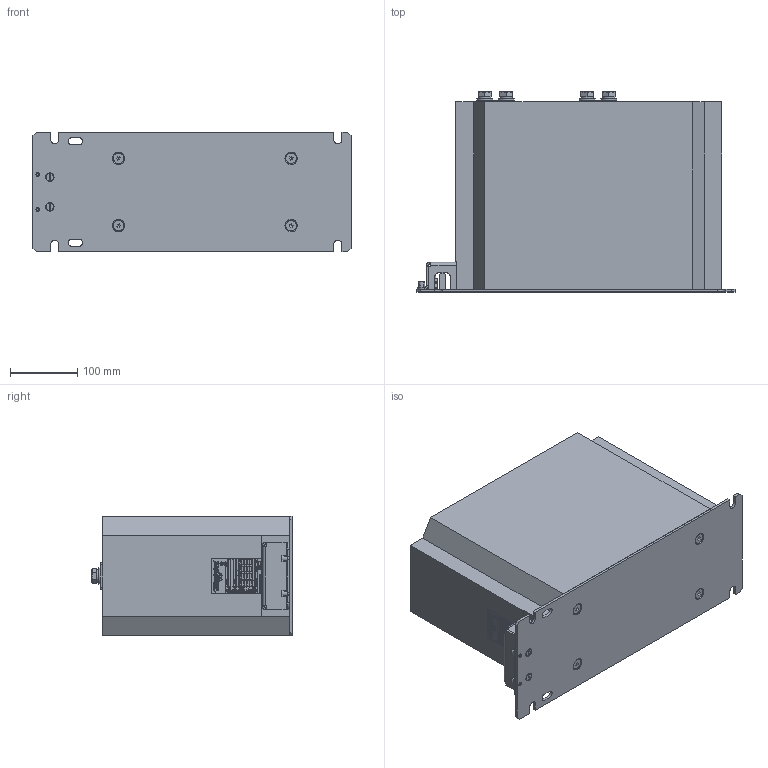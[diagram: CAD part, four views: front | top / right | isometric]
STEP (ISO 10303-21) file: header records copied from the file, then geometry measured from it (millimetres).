
FILE_DESCRIPTION (( 'STEP AP214' ), '1' );
FILE_NAME ('ﾒﾋﾊ-ﾑﾒ-10-13 (5ﾀ-1500ﾀ).STEP', '2023-06-07T06:06:27', ( '' ), ( '' ), 'SwSTEP 2.0', 'SolidWorks 2014', '' );
FILE_SCHEMA (( 'AUTOMOTIVE_DESIGN' ));
Length unit declared in the file: millimetre
Products named in the file (22): Øàéáà ïðóæ. ÃÎÑÒ 6402-70_6; ﾘ琺矜 ﾃﾎﾑﾒ 11371-78_6; ﾒﾋﾊ-ﾑﾒ-10-13 (5ﾀ-1500ﾀ); Âèíò ïîòàé ÃÎÑÒ 17475-80_6å25; socket countersunk head screw_din_DIN 7991 - M8 x 20 --- 20N; Áîëò ÃÎÑÒ 7798-70_12å30; Øàéáà ïðóæ. ÃÎÑÒ 6402-70_12; ﾘ琺矜 ﾃﾎﾑﾒ 11371-78_12; Øàéáà ïðóæ. ÃÎÑÒ 6402-70_5; ﾘ琺矜 ﾃﾎﾑﾒ 11371-78_5; Áîëò ÃÎÑÒ 7805-70_Œ5å12; 屡扔.758181.002 妈眚 镫铎徼痤忸黜; ÂÅÈÓ.735314.027 Êðûøêà çàùèòíàÿ_-00; Îñíîâàíèå^ÈÁËÒ.671213.019-01-29 Òðàíñôîðìàòîð òîêà ÒËÊ-ÑÒ-10-13_00; ÂÅÈÓ.671213.544 Ñáîðêà ñ çàëèâêîé ÒËÊ-ÑÒ-10-13_00; ÂÅÈÓ.758472.024 Ãàéêà ñïåöèàëüíàÿ; ÂÅÈÓ.671213.344 Àêòèâíàÿ ÷àñòü ÒËÊ-ÑÒ-10-13_00; 屡扔.758472.007 绵殛郷-02; ÂÅÈÓ.754312.182À Òàáëè÷êà òåõíè÷åñêèõ äàííûõ ÒËÊ-ÑÒ_-00; 屡扔.757465.009 袜觐礤黜桕; Ãàéêà êë. À ÃÎÑÒ 5927-70_6; Êîðïóñ^ÂÅÈÓ.671213.544 Ñáîðêà ñ çàëèâêîé ÒËÊ-ÑÒ-10-13_00
Assembly tree (76 placements, depth 4):
  ﾒﾋﾊ-ﾑﾒ-10-13 (5ﾀ-1500ﾀ)
    ÂÅÈÓ.671213.544 Ñáîðêà ñ çàëèâêîé ÒËÊ-ÑÒ-10-13_00
      Êîðïóñ^ÂÅÈÓ.671213.544 Ñáîðêà ñ çàëèâêîé ÒËÊ-ÑÒ-10-13_00
      ÂÅÈÓ.671213.344 Àêòèâíàÿ ÷àñòü ÒËÊ-ÑÒ-10-13_00
        屡扔.757465.009 袜觐礤黜桕  x2
        屡扔.758472.007 绵殛郷-02  x8
      ÂÅÈÓ.758472.024 Ãàéêà ñïåöèàëüíàÿ  x4
    Îñíîâàíèå^ÈÁËÒ.671213.019-01-29 Òðàíñôîðìàòîð òîêà ÒËÊ-ÑÒ-10-13_00
    ÂÅÈÓ.735314.027 Êðûøêà çàùèòíàÿ_-00
    屡扔.758181.002 妈眚 镫铎徼痤忸黜  x2
    Áîëò ÃÎÑÒ 7805-70_Œ5å12  x8
    ﾘ琺矜 ﾃﾎﾑﾒ 11371-78_5  x8
    Øàéáà ïðóæ. ÃÎÑÒ 6402-70_5  x8
    ﾘ琺矜 ﾃﾎﾑﾒ 11371-78_12  x4
    Øàéáà ïðóæ. ÃÎÑÒ 6402-70_12  x4
    Áîëò ÃÎÑÒ 7798-70_12å30  x4
    socket countersunk head screw_din_DIN 7991 - M8 x 20 --- 20N  x4
    Âèíò ïîòàé ÃÎÑÒ 17475-80_6å25  x2
    ﾘ琺矜 ﾃﾎﾑﾒ 11371-78_6  x6
    Øàéáà ïðóæ. ÃÎÑÒ 6402-70_6  x2
    Ãàéêà êë. À ÃÎÑÒ 5927-70_6  x4
    ÂÅÈÓ.754312.182À Òàáëè÷êà òåõíè÷åñêèõ äàííûõ ÒËÊ-ÑÒ_-00
Bounding box: 472 x 297 x 178 mm (x, y, z)
Volume: 18758277.5 mm3; surface area: 737901 mm2
Topology: 74 solids, 74 shells, 4519 faces, 11575 edges, 7514 vertices
Faces by surface type: plane 2585, bspline 984, cylinder 570, cone 340, torus 40
Entity records: 195833 total; most frequent: CARTESIAN_POINT 79284, ORIENTED_EDGE 19658, DIRECTION 13987, EDGE_CURVE 9829, LINE 6967, VECTOR 6967, VERTEX_POINT 6491, EDGE_LOOP 4144
